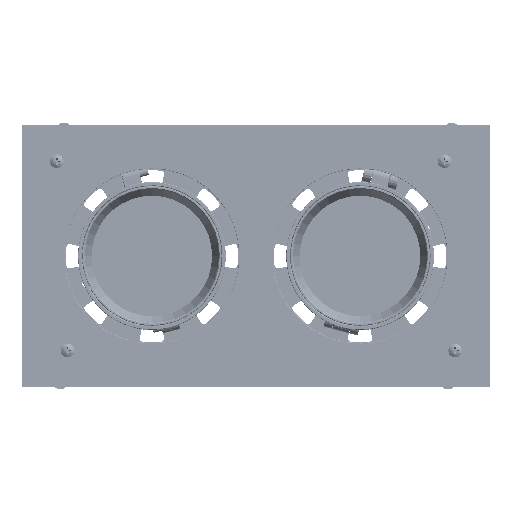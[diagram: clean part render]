
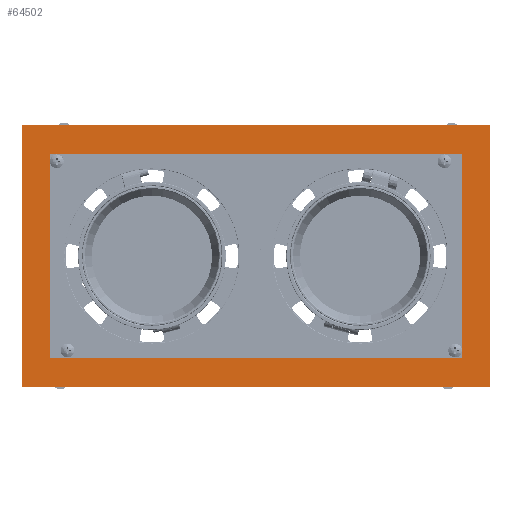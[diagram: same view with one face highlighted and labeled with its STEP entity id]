
A CAD part, top view. The second image highlights one B-rep face of the part: STEP entity #64502.
In plain terms, the highlighted face is planar.
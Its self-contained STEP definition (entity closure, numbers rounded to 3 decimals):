
#1639 = ORIENTED_EDGE ( 'NONE', *, *, #87808, .T. ) ;
#5007 = EDGE_LOOP ( 'NONE', ( #5267, #82498, #47033, #1639 ) ) ;
#5267 = ORIENTED_EDGE ( 'NONE', *, *, #39250, .T. ) ;
#5993 = DIRECTION ( 'NONE',  ( -1., 0., 0. ) ) ;
#7407 = VECTOR ( 'NONE', #66039, 1000. ) ;
#8608 = DIRECTION ( 'NONE',  ( 0., 1., 0. ) ) ;
#9943 = DIRECTION ( 'NONE',  ( 0., 0., -1. ) ) ;
#9955 = VERTEX_POINT ( 'NONE', #35712 ) ;
#16825 = ORIENTED_EDGE ( 'NONE', *, *, #27277, .T. ) ;
#19529 = DIRECTION ( 'NONE',  ( 1., 0., 0. ) ) ;
#22098 = LINE ( 'NONE', #107747, #66644 ) ;
#23896 = CARTESIAN_POINT ( 'NONE',  ( -76., -136., 0. ) ) ;
#23935 = CARTESIAN_POINT ( 'NONE',  ( 59.5, -120., 0. ) ) ;
#24003 = VECTOR ( 'NONE', #19529, 1000. ) ;
#24178 = DIRECTION ( 'NONE',  ( 0., -1., 0. ) ) ;
#27277 = EDGE_CURVE ( 'NONE', #41781, #64505, #99586, .T. ) ;
#29004 = VECTOR ( 'NONE', #5993, 1000. ) ;
#31016 = LINE ( 'NONE', #98802, #70204 ) ;
#31317 = DIRECTION ( 'NONE',  ( 0., -1., 0. ) ) ;
#32185 = DIRECTION ( 'NONE',  ( -1., 0., 0. ) ) ;
#32306 = EDGE_LOOP ( 'NONE', ( #88257, #41040, #104161, #16825 ) ) ;
#34953 = LINE ( 'NONE', #75808, #7407 ) ;
#35712 = CARTESIAN_POINT ( 'NONE',  ( -76., 136., 0. ) ) ;
#36919 = VECTOR ( 'NONE', #67802, 1000. ) ;
#38180 = VERTEX_POINT ( 'NONE', #42672 ) ;
#39250 = EDGE_CURVE ( 'NONE', #102619, #59653, #76044, .T. ) ;
#41040 = ORIENTED_EDGE ( 'NONE', *, *, #87049, .T. ) ;
#41781 = VERTEX_POINT ( 'NONE', #55931 ) ;
#41915 = CARTESIAN_POINT ( 'NONE',  ( -76., 0., 0. ) ) ;
#42672 = CARTESIAN_POINT ( 'NONE',  ( -59.5, -120., 0. ) ) ;
#44706 = VECTOR ( 'NONE', #32185, 1000. ) ;
#45251 = LINE ( 'NONE', #41915, #102733 ) ;
#47033 = ORIENTED_EDGE ( 'NONE', *, *, #103721, .T. ) ;
#53810 = VERTEX_POINT ( 'NONE', #80913 ) ;
#55931 = CARTESIAN_POINT ( 'NONE',  ( 76., -136., 0. ) ) ;
#58007 = LINE ( 'NONE', #102437, #24003 ) ;
#59653 = VERTEX_POINT ( 'NONE', #97151 ) ;
#64502 = ADVANCED_FACE ( 'NONE', ( #100907, #90425 ), #75384, .T. ) ;
#64505 = VERTEX_POINT ( 'NONE', #23896 ) ;
#66039 = DIRECTION ( 'NONE',  ( 1., 0., 0. ) ) ;
#66644 = VECTOR ( 'NONE', #24178, 1000. ) ;
#67802 = DIRECTION ( 'NONE',  ( 0., 1., 0. ) ) ;
#70204 = VECTOR ( 'NONE', #31317, 1000. ) ;
#74618 = AXIS2_PLACEMENT_3D ( 'NONE', #93213, #9943, #84119 ) ;
#75384 = PLANE ( 'NONE',  #74618 ) ;
#75808 = CARTESIAN_POINT ( 'NONE',  ( 0., -120., 0. ) ) ;
#76044 = LINE ( 'NONE', #107529, #29004 ) ;
#76282 = EDGE_CURVE ( 'NONE', #59653, #38180, #31016, .T. ) ;
#80913 = CARTESIAN_POINT ( 'NONE',  ( 76., 136., 0. ) ) ;
#82498 = ORIENTED_EDGE ( 'NONE', *, *, #76282, .T. ) ;
#82780 = CARTESIAN_POINT ( 'NONE',  ( 59.5, 0., 0. ) ) ;
#83793 = CARTESIAN_POINT ( 'NONE',  ( 59.5, 120., 0. ) ) ;
#84119 = DIRECTION ( 'NONE',  ( -1., 0., 0. ) ) ;
#87049 = EDGE_CURVE ( 'NONE', #9955, #53810, #58007, .T. ) ;
#87808 = EDGE_CURVE ( 'NONE', #97723, #102619, #93033, .T. ) ;
#88257 = ORIENTED_EDGE ( 'NONE', *, *, #100296, .T. ) ;
#90425 = FACE_OUTER_BOUND ( 'NONE', #32306, .T. ) ;
#91517 = EDGE_CURVE ( 'NONE', #53810, #41781, #22098, .T. ) ;
#93033 = LINE ( 'NONE', #82780, #36919 ) ;
#93213 = CARTESIAN_POINT ( 'NONE',  ( 0., 0., 0. ) ) ;
#97151 = CARTESIAN_POINT ( 'NONE',  ( -59.5, 120., 0. ) ) ;
#97723 = VERTEX_POINT ( 'NONE', #23935 ) ;
#98802 = CARTESIAN_POINT ( 'NONE',  ( -59.5, 0., 0. ) ) ;
#99586 = LINE ( 'NONE', #107336, #44706 ) ;
#100296 = EDGE_CURVE ( 'NONE', #64505, #9955, #45251, .T. ) ;
#100907 = FACE_BOUND ( 'NONE', #5007, .T. ) ;
#102437 = CARTESIAN_POINT ( 'NONE',  ( 0., 136., 0. ) ) ;
#102619 = VERTEX_POINT ( 'NONE', #83793 ) ;
#102733 = VECTOR ( 'NONE', #8608, 1000. ) ;
#103721 = EDGE_CURVE ( 'NONE', #38180, #97723, #34953, .T. ) ;
#104161 = ORIENTED_EDGE ( 'NONE', *, *, #91517, .T. ) ;
#107336 = CARTESIAN_POINT ( 'NONE',  ( 0., -136., 0. ) ) ;
#107529 = CARTESIAN_POINT ( 'NONE',  ( 0., 120., 0. ) ) ;
#107747 = CARTESIAN_POINT ( 'NONE',  ( 76., 0., 0. ) ) ;
